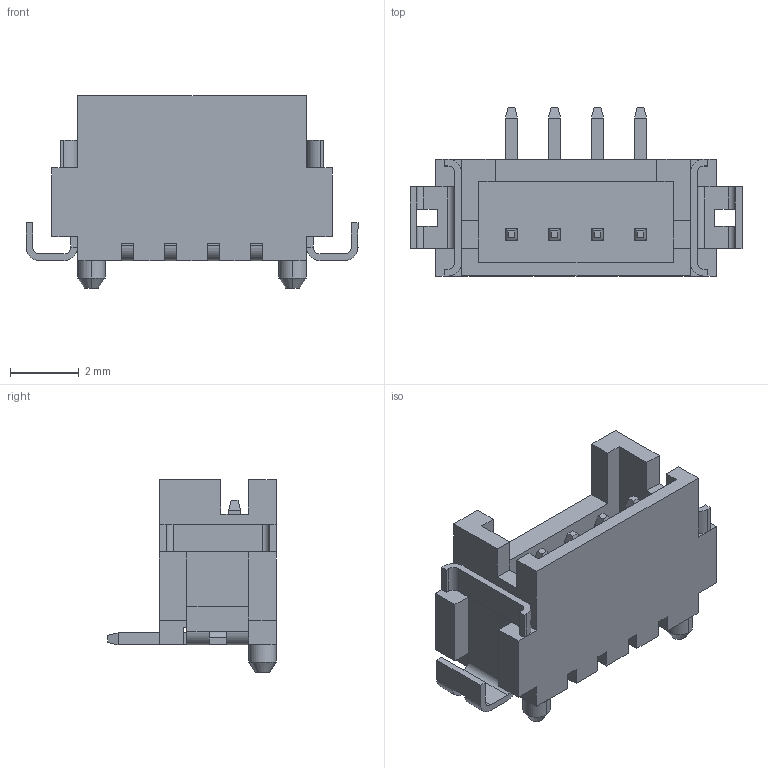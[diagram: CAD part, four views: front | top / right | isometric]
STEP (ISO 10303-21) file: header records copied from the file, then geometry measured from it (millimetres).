
FILE_DESCRIPTION((''),'2;1');
FILE_NAME('HIROSE_DF13-4P-1.25V(50).stp','2014-10-22T17:28:59',(''),(''),'Mechanical Desktop 2011','Mechanical Desktop 2011',', , ');
FILE_SCHEMA(('AUTOMOTIVE_DESIGN { 1 2 10303 214 1 1 1 1 }'));
Length unit declared in the file: millimetre
Products named in the file (1): Product
Bounding box: 9.65 x 4.9 x 5.6 mm (x, y, z)
Volume: 71.4 mm3; surface area: 307.8 mm2
Topology: 15 solids, 15 shells, 270 faces, 682 edges, 438 vertices
Faces by surface type: plane 215, cylinder 32, bspline 19, cone 4
Entity records: 7989 total; most frequent: CARTESIAN_POINT 1448, ORIENTED_EDGE 1364, DIRECTION 1256, EDGE_CURVE 682, VECTOR 612, LINE 612, VERTEX_POINT 438, AXIS2_PLACEMENT_3D 322
